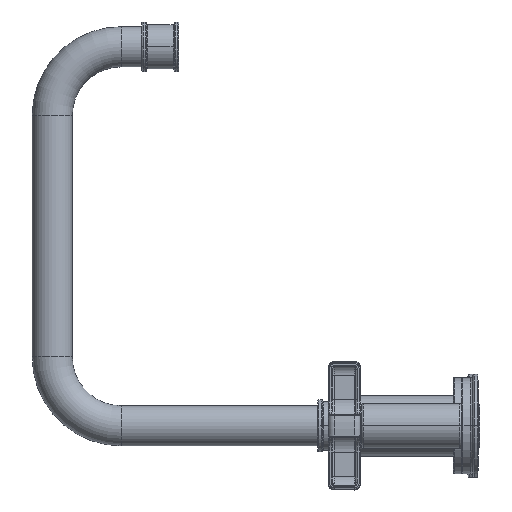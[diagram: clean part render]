
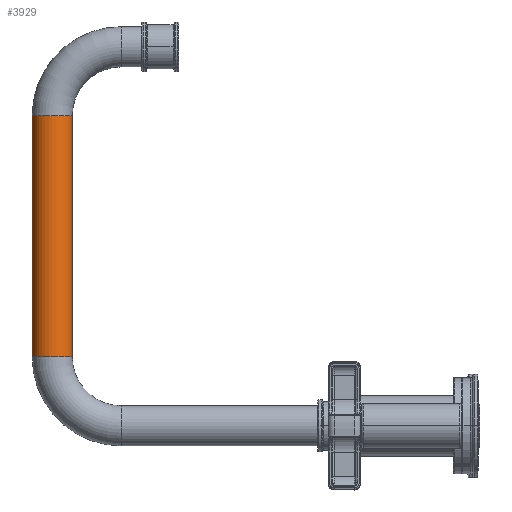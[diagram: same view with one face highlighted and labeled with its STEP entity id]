
A CAD part, left-side view. The second image highlights one B-rep face of the part: STEP entity #3929.
In plain terms, the highlighted cylindrical face has radius 11.113 mm (diameter 22.225 mm), a partial arc.
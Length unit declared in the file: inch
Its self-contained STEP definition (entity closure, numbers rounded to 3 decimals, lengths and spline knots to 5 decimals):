
#3589=DIRECTION('',(0.,0.,1.));
#3590=VECTOR('',#3589,5.25);
#3591=CARTESIAN_POINT('',(0.,5.8475,1.5));
#3592=LINE('',#3591,#3590);
#3593=CARTESIAN_POINT('',(0.,6.285,1.5));
#3594=DIRECTION('',(0.,0.,1.));
#3595=DIRECTION('',(0.,1.,0.));
#3596=AXIS2_PLACEMENT_3D('',#3593,#3594,#3595);
#3598=DIRECTION('',(0.,0.,1.));
#3599=VECTOR('',#3598,5.25);
#3600=CARTESIAN_POINT('',(0.,6.7225,1.5));
#3601=LINE('',#3600,#3599);
#3602=CARTESIAN_POINT('',(0.,6.285,6.75));
#3603=DIRECTION('',(0.,0.,1.));
#3604=DIRECTION('',(0.,1.,0.));
#3605=AXIS2_PLACEMENT_3D('',#3602,#3603,#3604);
#3788=CARTESIAN_POINT('',(0.,5.8475,1.5));
#3789=CARTESIAN_POINT('',(0.,6.7225,1.5));
#3790=VERTEX_POINT('',#3788);
#3791=VERTEX_POINT('',#3789);
#3796=CARTESIAN_POINT('',(0.,5.8475,6.75));
#3797=CARTESIAN_POINT('',(0.,6.7225,6.75));
#3798=VERTEX_POINT('',#3796);
#3799=VERTEX_POINT('',#3797);
#3917=CARTESIAN_POINT('',(0.,6.285,1.5));
#3918=DIRECTION('',(0.,0.,1.));
#3919=DIRECTION('',(0.,-1.,0.));
#3920=AXIS2_PLACEMENT_3D('',#3917,#3918,#3919);
#3921=CYLINDRICAL_SURFACE('',#3920,0.4375);
#3922=ORIENTED_EDGE('',*,*,#3882,.F.);
#3923=ORIENTED_EDGE('',*,*,#3912,.T.);
#3925=ORIENTED_EDGE('',*,*,#3924,.T.);
#3926=ORIENTED_EDGE('',*,*,#3908,.F.);
#3927=EDGE_LOOP('',(#3922,#3923,#3925,#3926));
#3928=FACE_OUTER_BOUND('',#3927,.F.);
#3929=ADVANCED_FACE('',(#3928),#3921,.T.);
#3597=CIRCLE('',#3596,0.4375);
#3606=CIRCLE('',#3605,0.4375);
#3882=EDGE_CURVE('',#3791,#3790,#3597,.T.);
#3908=EDGE_CURVE('',#3790,#3798,#3592,.T.);
#3912=EDGE_CURVE('',#3791,#3799,#3601,.T.);
#3924=EDGE_CURVE('',#3799,#3798,#3606,.T.);
